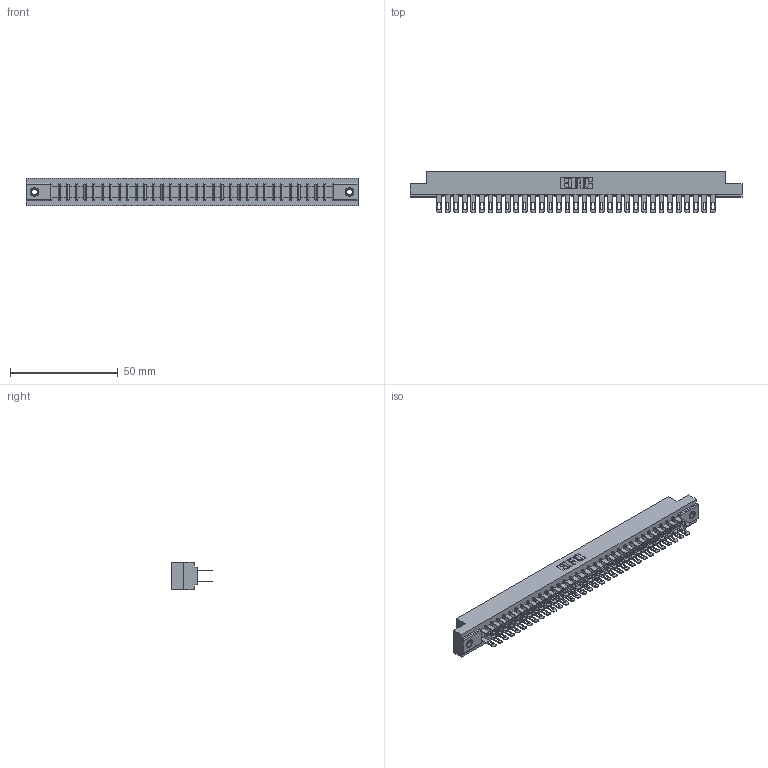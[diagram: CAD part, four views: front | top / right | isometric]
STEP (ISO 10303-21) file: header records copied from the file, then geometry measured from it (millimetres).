
FILE_DESCRIPTION (( 'STEP AP203' ), '1' );
FILE_NAME ('357-066-400-207.STEP', '2020-10-04T18:02:31', ( '' ), ( '' ), 'SwSTEP 2.0', 'SolidWorks 2020', '' );
FILE_SCHEMA (( 'CONFIG_CONTROL_DESIGN' ));
Length unit declared in the file: inch
Products named in the file (4): 357-066-400-207; 307-290-001_500; 345-250-001_345-250-005-103; 307 Part_.156 Dia Mounting Holes
Assembly tree (69 placements, depth 2):
  357-066-400-207
    307 Part_.156 Dia Mounting Holes
    307-290-001_500  x66
    345-250-001_345-250-005-103  x2
Bounding box: 153.77 x 19.18 x 12.7 mm (x, y, z)
Volume: 16463.6 mm3; surface area: 21046.1 mm2
Topology: 69 solids, 69 shells, 3248 faces, 9039 edges, 5838 vertices
Faces by surface type: plane 2082, cylinder 1082, sphere 68, cone 12, torus 4
Entity records: 31615 total; most frequent: CARTESIAN_POINT 5156, ORIENTED_EDGE 5102, DIRECTION 5065, EDGE_CURVE 2551, VECTOR 1951, LINE 1951, VERTEX_POINT 1648, AXIS2_PLACEMENT_3D 1557
